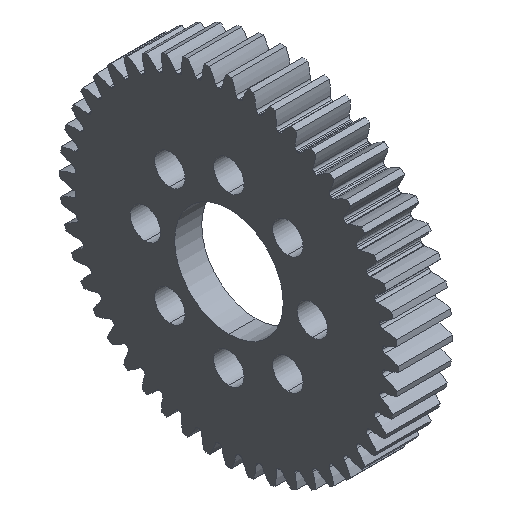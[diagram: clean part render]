
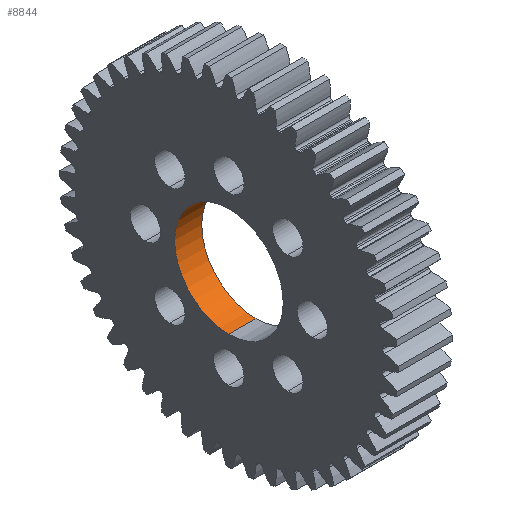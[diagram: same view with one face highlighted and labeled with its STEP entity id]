
A CAD part, isometric view. The second image highlights one B-rep face of the part: STEP entity #8844.
In plain terms, the highlighted cylindrical face has radius 6.363 mm (diameter 12.725 mm), a partial arc.
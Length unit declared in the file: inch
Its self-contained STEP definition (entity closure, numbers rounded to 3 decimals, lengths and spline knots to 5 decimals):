
#808 = DIRECTION ( 'NONE',  ( 1., 0., 0. ) ) ;
#841 = DIRECTION ( 'NONE',  ( 1., 0., 0. ) ) ;
#1813 = AXIS2_PLACEMENT_3D ( 'NONE', #2191, #10518, #3396 ) ;
#1968 = ORIENTED_EDGE ( 'NONE', *, *, #14192, .F. ) ;
#2191 = CARTESIAN_POINT ( 'NONE',  ( -0.125, 0., 0. ) ) ;
#2963 = VERTEX_POINT ( 'NONE', #7051 ) ;
#3396 = DIRECTION ( 'NONE',  ( 0., 0., -1. ) ) ;
#3967 = VERTEX_POINT ( 'NONE', #6522 ) ;
#4028 = DIRECTION ( 'NONE',  ( 1., 0., 0. ) ) ;
#4200 = FACE_OUTER_BOUND ( 'NONE', #14230, .T. ) ;
#4393 = ORIENTED_EDGE ( 'NONE', *, *, #5866, .T. ) ;
#4498 = CARTESIAN_POINT ( 'NONE',  ( -0.125, 0., 0.2505 ) ) ;
#4548 = VECTOR ( 'NONE', #841, 39.37008 ) ;
#5215 = CARTESIAN_POINT ( 'NONE',  ( -0.25, 0., 0. ) ) ;
#5866 = EDGE_CURVE ( 'NONE', #2963, #6679, #10260, .T. ) ;
#6069 = AXIS2_PLACEMENT_3D ( 'NONE', #8019, #808, #9175 ) ;
#6494 = VECTOR ( 'NONE', #4028, 39.37008 ) ;
#6522 = CARTESIAN_POINT ( 'NONE',  ( -0.25, 0., -0.2505 ) ) ;
#6606 = EDGE_CURVE ( 'NONE', #3967, #13544, #9516, .T. ) ;
#6679 = VERTEX_POINT ( 'NONE', #4498 ) ;
#7018 = CYLINDRICAL_SURFACE ( 'NONE', #15021, 0.2505 ) ;
#7051 = CARTESIAN_POINT ( 'NONE',  ( -0.125, 0., -0.2505 ) ) ;
#8019 = CARTESIAN_POINT ( 'NONE',  ( -0.25, 0., 0. ) ) ;
#8844 = ADVANCED_FACE ( 'NONE', ( #4200 ), #7018, .F. ) ;
#9175 = DIRECTION ( 'NONE',  ( 0., 0., -1. ) ) ;
#9456 = CARTESIAN_POINT ( 'NONE',  ( -0.25, 0., 0.2505 ) ) ;
#9516 = CIRCLE ( 'NONE', #6069, 0.2505 ) ;
#9916 = DIRECTION ( 'NONE',  ( 1., 0., 0. ) ) ;
#10117 = ORIENTED_EDGE ( 'NONE', *, *, #6606, .F. ) ;
#10260 = CIRCLE ( 'NONE', #1813, 0.2505 ) ;
#10394 = CARTESIAN_POINT ( 'NONE',  ( -0.25, 0., 0.2505 ) ) ;
#10518 = DIRECTION ( 'NONE',  ( 1., 0., 0. ) ) ;
#11142 = CARTESIAN_POINT ( 'NONE',  ( -0.25, 0., -0.2505 ) ) ;
#11782 = EDGE_CURVE ( 'NONE', #3967, #2963, #12390, .T. ) ;
#12390 = LINE ( 'NONE', #11142, #6494 ) ;
#13544 = VERTEX_POINT ( 'NONE', #9456 ) ;
#13629 = LINE ( 'NONE', #10394, #4548 ) ;
#14075 = ORIENTED_EDGE ( 'NONE', *, *, #11782, .T. ) ;
#14192 = EDGE_CURVE ( 'NONE', #13544, #6679, #13629, .T. ) ;
#14230 = EDGE_LOOP ( 'NONE', ( #1968, #10117, #14075, #4393 ) ) ;
#14636 = DIRECTION ( 'NONE',  ( 0., 0., -1. ) ) ;
#15021 = AXIS2_PLACEMENT_3D ( 'NONE', #5215, #9916, #14636 ) ;
